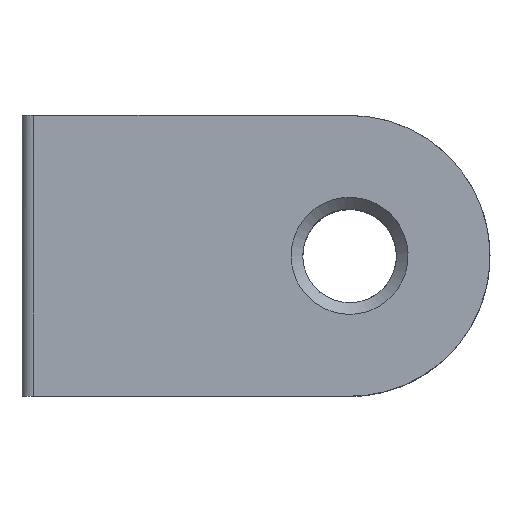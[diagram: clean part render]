
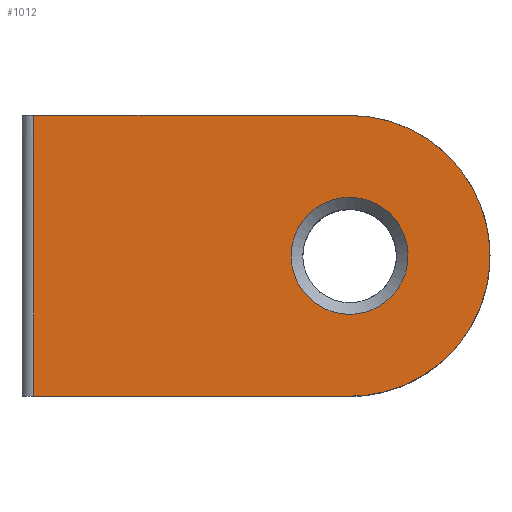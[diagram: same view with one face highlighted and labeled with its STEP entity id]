
A CAD part, top view. The second image highlights one B-rep face of the part: STEP entity #1012.
In plain terms, the highlighted free-form (B-spline) face has degree [1, 1] with [2, 2] control points.
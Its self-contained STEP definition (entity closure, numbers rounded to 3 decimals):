
#578 = VERTEX_POINT('',#579);
#579 = CARTESIAN_POINT('',(-12.377,5.501,3.667
    ));
#585 = EDGE_CURVE('',#578,#586,#588,.T.);
#586 = VERTEX_POINT('',#587);
#587 = CARTESIAN_POINT('',(0.,5.501,
    3.667));
#588 = B_SPLINE_CURVE_WITH_KNOTS('',1,(#589,#590),.UNSPECIFIED.,.F.,.F.,
  (2,2),(-1.503,11.997),.PIECEWISE_BEZIER_KNOTS.);
#589 = CARTESIAN_POINT('',(-12.377,5.501,3.667
    ));
#590 = CARTESIAN_POINT('',(0.,5.501,
    3.667));
#701 = VERTEX_POINT('',#702);
#702 = CARTESIAN_POINT('',(0.,-5.501,
    3.667));
#707 = EDGE_CURVE('',#701,#708,#710,.T.);
#708 = VERTEX_POINT('',#709);
#709 = CARTESIAN_POINT('',(-12.377,-5.501,
    3.667));
#710 = B_SPLINE_CURVE_WITH_KNOTS('',1,(#711,#712),.UNSPECIFIED.,.F.,.F.,
  (2,2),(0.,13.5),.PIECEWISE_BEZIER_KNOTS.);
#711 = CARTESIAN_POINT('',(0.,-5.501,
    3.667));
#712 = CARTESIAN_POINT('',(-12.377,-5.501,
    3.667));
#939 = EDGE_CURVE('',#586,#701,#940,.T.);
#940 = ( BOUNDED_CURVE() B_SPLINE_CURVE(2,(#941,#942,#943,#944,#945),
.UNSPECIFIED.,.F.,.F.) B_SPLINE_CURVE_WITH_KNOTS((3,2,3),(0.,
1.571,3.142),.PIECEWISE_BEZIER_KNOTS.) CURVE() 
GEOMETRIC_REPRESENTATION_ITEM() RATIONAL_B_SPLINE_CURVE((1.,
0.707,1.,0.707,1.)) REPRESENTATION_ITEM('') );
#941 = CARTESIAN_POINT('',(0.,5.501,
    3.667));
#942 = CARTESIAN_POINT('',(5.501,5.501,3.667)
  );
#943 = CARTESIAN_POINT('',(5.501,0.,
    3.667));
#944 = CARTESIAN_POINT('',(5.501,-5.501,3.667
    ));
#945 = CARTESIAN_POINT('',(0.,-5.501,
    3.667));
#1012 = ADVANCED_FACE('',(#1013,#1027),#1037,.F.);
#1013 = FACE_BOUND('',#1014,.T.);
#1014 = EDGE_LOOP('',(#1015));
#1015 = ORIENTED_EDGE('',*,*,#1016,.T.);
#1016 = EDGE_CURVE('',#1017,#1017,#1019,.T.);
#1017 = VERTEX_POINT('',#1018);
#1018 = CARTESIAN_POINT('',(-2.292,0.,3.667));
#1019 = ( BOUNDED_CURVE() B_SPLINE_CURVE(2,(#1020,#1021,#1022,#1023,
#1024,#1025,#1026),.UNSPECIFIED.,.T.,.F.) B_SPLINE_CURVE_WITH_KNOTS((1,2
    ,2,2,2,1),(-2.094,0.,2.094,4.189,
6.283,8.378),.UNSPECIFIED.) CURVE() 
GEOMETRIC_REPRESENTATION_ITEM() RATIONAL_B_SPLINE_CURVE((1.,0.5,1.,0.5,
1.,0.5,1.)) REPRESENTATION_ITEM('') );
#1020 = CARTESIAN_POINT('',(-2.292,0.,3.667));
#1021 = CARTESIAN_POINT('',(-2.292,3.97,
    3.667));
#1022 = CARTESIAN_POINT('',(1.146,1.985,3.667
    ));
#1023 = CARTESIAN_POINT('',(4.584,0.,
    3.667));
#1024 = CARTESIAN_POINT('',(1.146,-1.985,
    3.667));
#1025 = CARTESIAN_POINT('',(-2.292,-3.97,
    3.667));
#1026 = CARTESIAN_POINT('',(-2.292,0.,3.667));
#1027 = FACE_BOUND('',#1028,.T.);
#1028 = EDGE_LOOP('',(#1029,#1030,#1035,#1036));
#1029 = ORIENTED_EDGE('',*,*,#585,.F.);
#1030 = ORIENTED_EDGE('',*,*,#1031,.F.);
#1031 = EDGE_CURVE('',#708,#578,#1032,.T.);
#1032 = B_SPLINE_CURVE_WITH_KNOTS('',1,(#1033,#1034),.UNSPECIFIED.,.F.,
  .F.,(2,2),(0.,12.),.PIECEWISE_BEZIER_KNOTS.);
#1033 = CARTESIAN_POINT('',(-12.377,-5.501,
    3.667));
#1034 = CARTESIAN_POINT('',(-12.377,5.501,
    3.667));
#1035 = ORIENTED_EDGE('',*,*,#707,.F.);
#1036 = ORIENTED_EDGE('',*,*,#939,.F.);
#1037 = B_SPLINE_SURFACE_WITH_KNOTS('',1,1,(
    (#1038,#1039)
    ,(#1040,#1041
    )),.UNSPECIFIED.,.F.,.F.,.F.,(2,2),(2,2),(-6.,13.5),(-6.,6.),
  .PIECEWISE_BEZIER_KNOTS.);
#1038 = CARTESIAN_POINT('',(5.501,-5.501,
    3.667));
#1039 = CARTESIAN_POINT('',(5.501,5.501,3.667
    ));
#1040 = CARTESIAN_POINT('',(-12.377,-5.501,
    3.667));
#1041 = CARTESIAN_POINT('',(-12.377,5.501,
    3.667));
